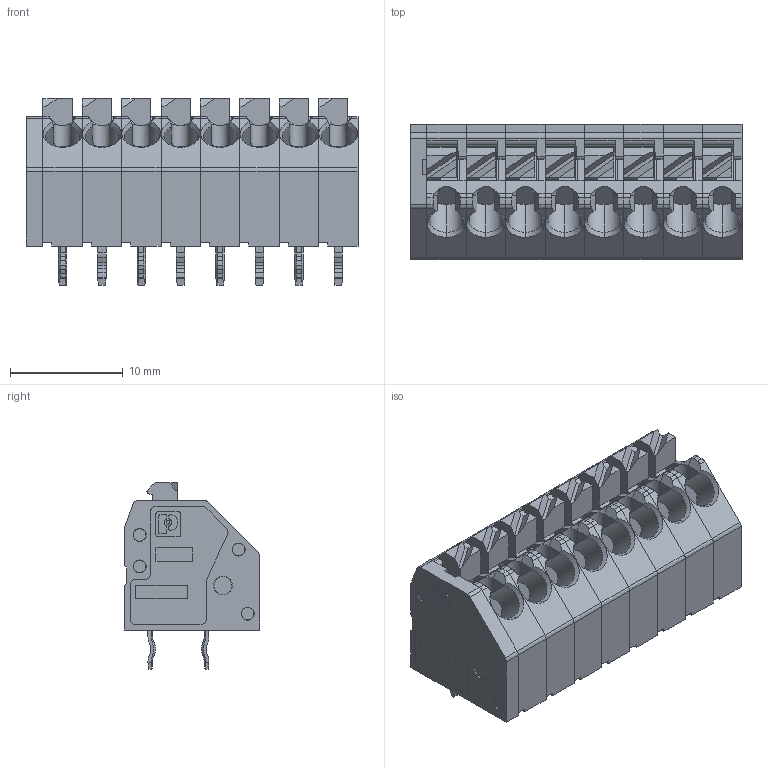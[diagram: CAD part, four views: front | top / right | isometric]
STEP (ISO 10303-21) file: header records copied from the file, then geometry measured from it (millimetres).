
FILE_DESCRIPTION(('STEP AP214'),'1');
FILE_NAME('cctmp_371FB237-010E-47B8-B640-BAE31E06CB7B_2023_06_13_05_04_51_0114_3972..stp','2023-06-13T05:04:51',('PHOENIX CONTACT Deutschland GmbH'),('CADClick - www.CADClick.com'),'Spatial InterOp 3D',' ','unknown authorization');
FILE_SCHEMA(('AUTOMOTIVE_DESIGN'));
Length unit declared in the file: millimetre
Products named in the file (18): 2023_06_13_05_04_50_0316; 2023_06_13_05_04_51_0114; 2023_06_13_05_04_51_0099; 2023_06_13_05_04_51_0083; 2023_06_13_05_04_51_0067; 2023_06_13_05_04_51_0052; 2023_06_13_05_04_51_0036; 2023_06_13_05_04_51_0020; 2023_06_13_05_04_51_0005; 2023_06_13_05_04_50_0989; 2023_06_13_05_04_50_0972; 2023_06_13_05_04_50_0957; 2023_06_13_05_04_50_0941; 2023_06_13_05_04_50_0925; 2023_06_13_05_04_50_0910; 2023_06_13_05_04_50_0894; 2023_06_13_05_04_50_0879; 2023_06_13_05_04_50_0863
Assembly tree (17 placements, depth 2):
  2023_06_13_05_04_50_0316
    2023_06_13_05_04_51_0114
    2023_06_13_05_04_51_0099
    2023_06_13_05_04_51_0083
    2023_06_13_05_04_51_0067
    2023_06_13_05_04_51_0052
    2023_06_13_05_04_51_0036
    2023_06_13_05_04_51_0020
    2023_06_13_05_04_51_0005
    2023_06_13_05_04_50_0989
    2023_06_13_05_04_50_0972
    2023_06_13_05_04_50_0957
    2023_06_13_05_04_50_0941
    2023_06_13_05_04_50_0925
    2023_06_13_05_04_50_0910
    2023_06_13_05_04_50_0894
    2023_06_13_05_04_50_0879
    2023_06_13_05_04_50_0863
Bounding box: 29.5 x 12 x 16.6 mm (x, y, z)
Volume: 3241.8 mm3; surface area: 4997.1 mm2
Topology: 17 solids, 17 shells, 1423 faces, 3728 edges, 2442 vertices
Faces by surface type: plane 814, cylinder 423, cone 186
Entity records: 57433 total; most frequent: CARTESIAN_POINT 9459, DIRECTION 7698, ORIENTED_EDGE 7456, EDGE_CURVE 3728, AXIS2_PLACEMENT_3D 2593, LINE 2512, VECTOR 2512, VERTEX_POINT 2442
